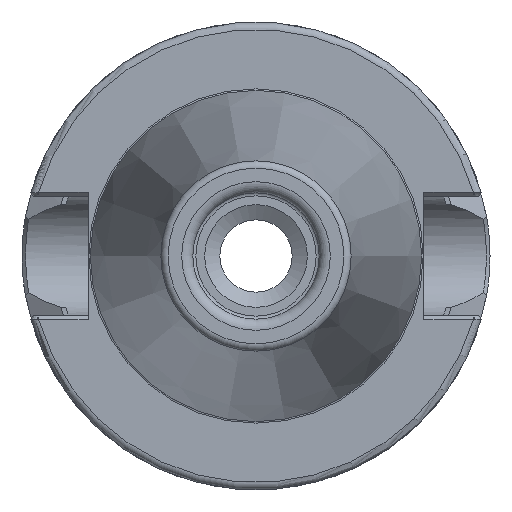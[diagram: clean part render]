
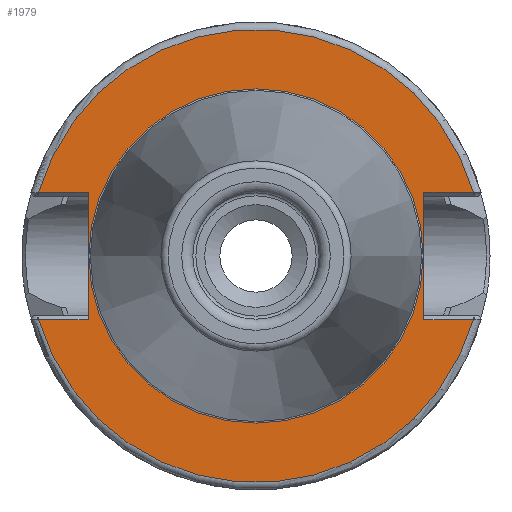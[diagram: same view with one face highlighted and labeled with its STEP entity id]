
A CAD part, left-side view. The second image highlights one B-rep face of the part: STEP entity #1979.
In plain terms, the highlighted planar face has unit normal (-1, 0, 0).
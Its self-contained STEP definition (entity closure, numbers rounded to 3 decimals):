
#17=FACE_BOUND('',#303,.T.);
#72=PLANE('',#2123);
#192=FACE_OUTER_BOUND('',#302,.T.);
#302=EDGE_LOOP('',(#1378,#1379,#1380,#1381,#1382,#1383,#1384,#1385));
#303=EDGE_LOOP('',(#1386,#1387));
#423=LINE('',#3214,#523);
#425=LINE('',#3282,#525);
#426=LINE('',#3284,#526);
#427=LINE('',#3288,#527);
#428=LINE('',#3290,#528);
#429=LINE('',#3291,#529);
#523=VECTOR('',#2406,10.);
#525=VECTOR('',#2424,10.);
#526=VECTOR('',#2425,10.);
#527=VECTOR('',#2428,10.);
#528=VECTOR('',#2429,10.);
#529=VECTOR('',#2430,10.);
#627=CIRCLE('',#2122,30.5);
#628=CIRCLE('',#2124,30.5);
#629=CIRCLE('',#2125,22.498);
#630=CIRCLE('',#2126,22.498);
#795=VERTEX_POINT('',#3207);
#798=VERTEX_POINT('',#3212);
#804=VERTEX_POINT('',#3260);
#806=VERTEX_POINT('',#3281);
#807=VERTEX_POINT('',#3283);
#808=VERTEX_POINT('',#3285);
#809=VERTEX_POINT('',#3287);
#810=VERTEX_POINT('',#3289);
#811=VERTEX_POINT('',#3292);
#812=VERTEX_POINT('',#3293);
#1026=EDGE_CURVE('',#798,#795,#423,.T.);
#1036=EDGE_CURVE('',#795,#804,#627,.T.);
#1039=EDGE_CURVE('',#798,#806,#425,.T.);
#1040=EDGE_CURVE('',#807,#806,#426,.T.);
#1041=EDGE_CURVE('',#808,#807,#628,.T.);
#1042=EDGE_CURVE('',#809,#808,#427,.T.);
#1043=EDGE_CURVE('',#809,#810,#428,.T.);
#1044=EDGE_CURVE('',#804,#810,#429,.T.);
#1045=EDGE_CURVE('',#811,#812,#629,.T.);
#1046=EDGE_CURVE('',#812,#811,#630,.T.);
#1378=ORIENTED_EDGE('',*,*,#1026,.F.);
#1379=ORIENTED_EDGE('',*,*,#1039,.T.);
#1380=ORIENTED_EDGE('',*,*,#1040,.F.);
#1381=ORIENTED_EDGE('',*,*,#1041,.F.);
#1382=ORIENTED_EDGE('',*,*,#1042,.F.);
#1383=ORIENTED_EDGE('',*,*,#1043,.T.);
#1384=ORIENTED_EDGE('',*,*,#1044,.F.);
#1385=ORIENTED_EDGE('',*,*,#1036,.F.);
#1386=ORIENTED_EDGE('',*,*,#1045,.T.);
#1387=ORIENTED_EDGE('',*,*,#1046,.T.);
#1979=ADVANCED_FACE('',(#192,#17),#72,.T.);
#2122=AXIS2_PLACEMENT_3D('',#3261,#2420,#2421);
#2123=AXIS2_PLACEMENT_3D('',#3280,#2422,#2423);
#2124=AXIS2_PLACEMENT_3D('',#3286,#2426,#2427);
#2125=AXIS2_PLACEMENT_3D('',#3294,#2431,#2432);
#2126=AXIS2_PLACEMENT_3D('',#3295,#2433,#2434);
#2406=DIRECTION('',(0.,-1.,0.));
#2420=DIRECTION('center_axis',(1.,0.,0.));
#2421=DIRECTION('ref_axis',(0.,0.,-1.));
#2422=DIRECTION('center_axis',(-1.,0.,0.));
#2423=DIRECTION('ref_axis',(0.,0.,1.));
#2424=DIRECTION('',(0.,0.,1.));
#2425=DIRECTION('',(0.,1.,0.));
#2426=DIRECTION('center_axis',(1.,0.,0.));
#2427=DIRECTION('ref_axis',(0.,0.,-1.));
#2428=DIRECTION('',(0.,1.,0.));
#2429=DIRECTION('',(0.,0.,-1.));
#2430=DIRECTION('',(0.,-1.,0.));
#2431=DIRECTION('center_axis',(1.,0.,0.));
#2432=DIRECTION('ref_axis',(0.,0.,-1.));
#2433=DIRECTION('center_axis',(1.,0.,0.));
#2434=DIRECTION('ref_axis',(0.,0.,-1.));
#3207=CARTESIAN_POINT('',(1.6,-29.277,-8.55));
#3212=CARTESIAN_POINT('',(1.6,-22.6,-8.55));
#3214=CARTESIAN_POINT('',(1.6,-0.5,-8.55));
#3260=CARTESIAN_POINT('',(1.6,29.277,-8.55));
#3261=CARTESIAN_POINT('Origin',(1.6,0.,
0.));
#3280=CARTESIAN_POINT('Origin',(1.6,30.5,0.));
#3281=CARTESIAN_POINT('',(1.6,-22.6,8.55));
#3282=CARTESIAN_POINT('',(1.6,-22.6,0.));
#3283=CARTESIAN_POINT('',(1.6,-29.277,8.55));
#3284=CARTESIAN_POINT('',(1.6,-0.5,8.55));
#3285=CARTESIAN_POINT('',(1.6,29.277,8.55));
#3286=CARTESIAN_POINT('Origin',(1.6,0.,
0.));
#3287=CARTESIAN_POINT('',(1.6,22.6,8.55));
#3288=CARTESIAN_POINT('',(1.6,31.,8.55));
#3289=CARTESIAN_POINT('',(1.6,22.6,-8.55));
#3290=CARTESIAN_POINT('',(1.6,22.6,0.));
#3291=CARTESIAN_POINT('',(1.6,31.,-8.55));
#3292=CARTESIAN_POINT('',(1.6,22.498,0.));
#3293=CARTESIAN_POINT('',(1.6,0.,22.498));
#3294=CARTESIAN_POINT('Origin',(1.6,0.,
0.));
#3295=CARTESIAN_POINT('Origin',(1.6,0.,
0.));
